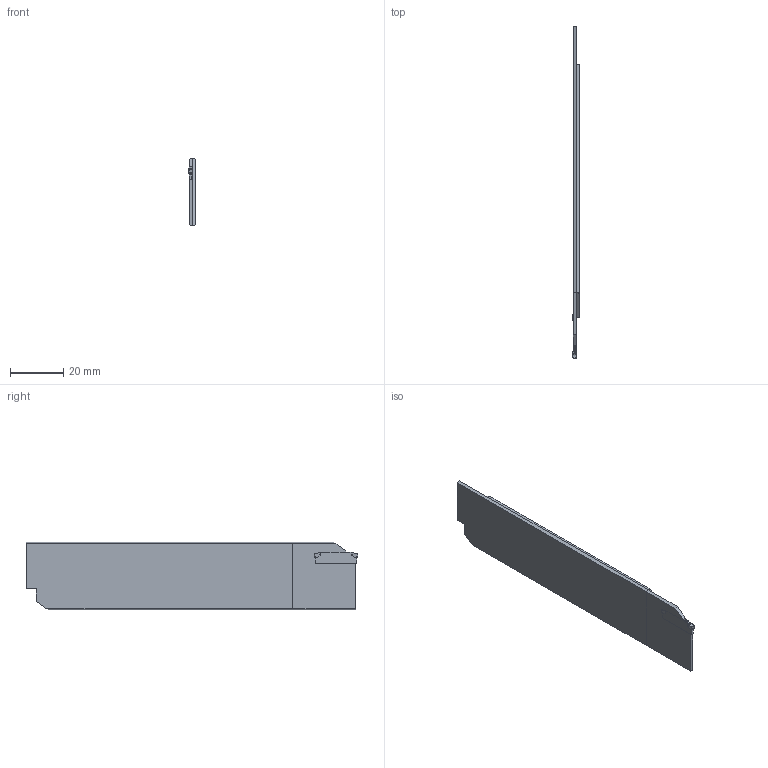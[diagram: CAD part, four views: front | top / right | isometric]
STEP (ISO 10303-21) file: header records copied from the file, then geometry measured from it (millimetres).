
FILE_DESCRIPTION(/* description */ (''),/* implementation_level */ '2;1');
FILE_NAME(/* name */ 'GL1-S26KBL-16_204638276_SIM.stp',/* time_stamp */ '2023-03-23T13:28:07+01:00',/* author */ (''),/* organization */ (''),/* preprocessor_version */ 'ST-DEVELOPER v16.7',/* originating_system */ 'SIEMENS PLM Software NX 12.0',/* authorisation */ '');
FILE_SCHEMA (('AUTOMOTIVE_DESIGN { 1 0 10303 214 3 1 1 1 }'));
Length unit declared in the file: millimetre
Products named in the file (1): wq70230873AEyk9o
Bounding box: 2.55 x 125.05 x 25.36 mm (x, y, z)
Volume: 6251.5 mm3; surface area: 6775.7 mm2
Topology: 2 solids, 2 shells, 208 faces, 526 edges, 319 vertices
Faces by surface type: cylinder 71, plane 58, bspline 51, extrusion 19, torus 6, sphere 3
Entity records: 7006 total; most frequent: CARTESIAN_POINT 2302, ORIENTED_EDGE 1034, DIRECTION 899, EDGE_CURVE 517, AXIS2_PLACEMENT_3D 322, VERTEX_POINT 313, VECTOR 255, LINE 236
